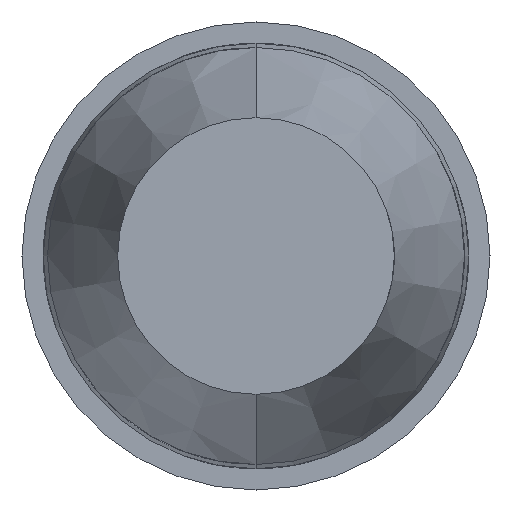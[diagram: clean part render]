
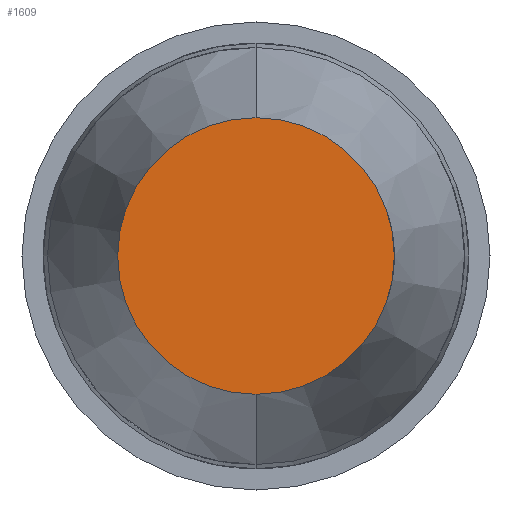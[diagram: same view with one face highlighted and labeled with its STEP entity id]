
A CAD part, front view. The second image highlights one B-rep face of the part: STEP entity #1609.
In plain terms, the highlighted planar face has unit normal (0, -1, 0).
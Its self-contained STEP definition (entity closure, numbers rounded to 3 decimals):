
#28 = DIRECTION ( 'NONE',  ( 0., 1., 0. ) ) ;
#247 = EDGE_LOOP ( 'NONE', ( #1469, #3682 ) ) ;
#321 = DIRECTION ( 'NONE',  ( 0., 1., 0. ) ) ;
#349 = VERTEX_POINT ( 'NONE', #2951 ) ;
#852 = DIRECTION ( 'NONE',  ( 0., 0., 1. ) ) ;
#1320 = DIRECTION ( 'NONE',  ( 0., 0., 1. ) ) ;
#1469 = ORIENTED_EDGE ( 'NONE', *, *, #1678, .F. ) ;
#1590 = PLANE ( 'NONE',  #3565 ) ;
#1609 = ADVANCED_FACE ( 'Defeature ausgef�hrt1_8', ( #2415 ), #1590, .F. ) ;
#1646 = CARTESIAN_POINT ( 'NONE',  ( 0.65, -28., 0. ) ) ;
#1678 = EDGE_CURVE ( 'Defeature ausgef�hrt1_7+Defeature ausgef�hrt1_8+Defeature ausgef�hrt1_8+Defeature ausgef�hrt1_8', #1701, #349, #3190, .T. ) ;
#1701 = VERTEX_POINT ( 'NONE', #1993 ) ;
#1734 = DIRECTION ( 'NONE',  ( 0., 1., 0. ) ) ;
#1807 = CARTESIAN_POINT ( 'NONE',  ( 0., -28., 0. ) ) ;
#1963 = CARTESIAN_POINT ( 'NONE',  ( 0., -28., 0. ) ) ;
#1993 = CARTESIAN_POINT ( 'NONE',  ( 0., -28., 0.65 ) ) ;
#2279 = DIRECTION ( 'NONE',  ( 0., 0., 1. ) ) ;
#2415 = FACE_OUTER_BOUND ( 'NONE', #247, .T. ) ;
#2841 = AXIS2_PLACEMENT_3D ( 'NONE', #1807, #1734, #852 ) ;
#2951 = CARTESIAN_POINT ( 'NONE',  ( 0., -28., -0.65 ) ) ;
#3078 = EDGE_CURVE ( 'Defeature ausgef�hrt1_7+Defeature ausgef�hrt1_8+Defeature ausgef�hrt1_8+Defeature ausgef�hrt1_8', #349, #1701, #3920, .T. ) ;
#3190 = CIRCLE ( 'NONE', #3789, 0.65 ) ;
#3565 = AXIS2_PLACEMENT_3D ( 'NONE', #1646, #321, #1320 ) ;
#3682 = ORIENTED_EDGE ( 'NONE', *, *, #3078, .F. ) ;
#3789 = AXIS2_PLACEMENT_3D ( 'NONE', #1963, #28, #2279 ) ;
#3920 = CIRCLE ( 'NONE', #2841, 0.65 ) ;
